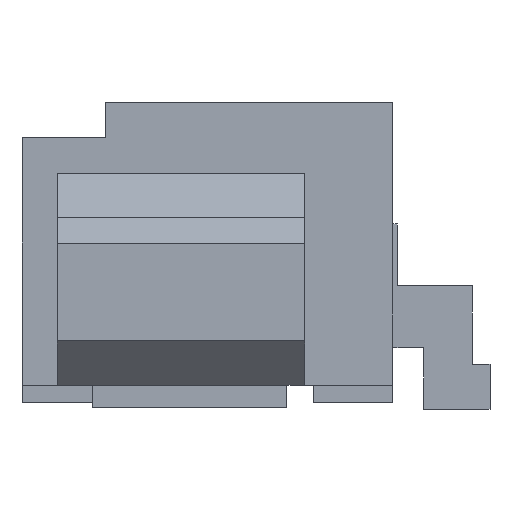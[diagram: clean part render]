
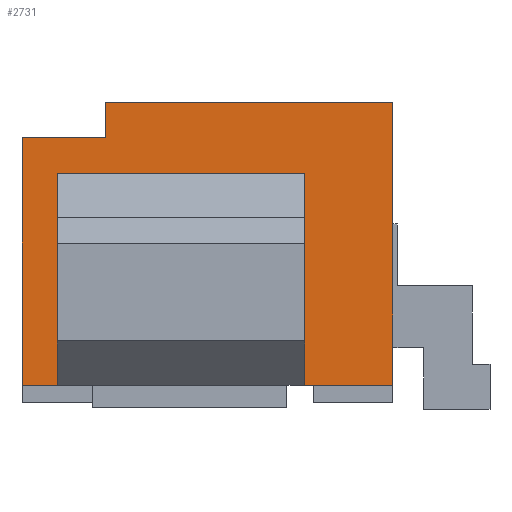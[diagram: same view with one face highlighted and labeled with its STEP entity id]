
A CAD part, left-side view. The second image highlights one B-rep face of the part: STEP entity #2731.
In plain terms, the highlighted planar face has unit normal (-1, 0, 0).
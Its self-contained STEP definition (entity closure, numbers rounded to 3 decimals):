
#59=DIRECTION('',(0.,0.,-1.));
#60=VECTOR('',#59,2.4);
#61=CARTESIAN_POINT('',(-3.375,1.7,0.8));
#62=LINE('1658',#61,#60);
#63=DIRECTION('',(0.,1.,0.));
#64=VECTOR('',#63,0.4);
#65=CARTESIAN_POINT('',(-3.375,1.7,-1.6));
#66=LINE('1637',#65,#64);
#67=DIRECTION('',(0.,1.,0.));
#68=VECTOR('',#67,1.);
#69=CARTESIAN_POINT('',(-3.375,-2.1,-1.6));
#70=LINE('1594',#69,#68);
#71=DIRECTION('',(0.,0.,-1.));
#72=VECTOR('',#71,2.8);
#73=CARTESIAN_POINT('',(-3.375,2.1,1.2));
#74=LINE('1659',#73,#72);
#565=DIRECTION('',(0.,0.,1.));
#566=VECTOR('',#565,3.2);
#567=CARTESIAN_POINT('',(-3.375,-2.1,-1.6));
#568=LINE('1768',#567,#566);
#669=DIRECTION('',(0.,1.,0.));
#670=VECTOR('',#669,3.25);
#671=CARTESIAN_POINT('',(-3.375,-2.1,1.6));
#672=LINE('1803',#671,#670);
#861=DIRECTION('',(0.,0.,-1.));
#862=VECTOR('',#861,0.4);
#863=CARTESIAN_POINT('',(-3.375,1.15,1.6));
#864=LINE('1661',#863,#862);
#881=DIRECTION('',(0.,1.,0.));
#882=VECTOR('',#881,0.95);
#883=CARTESIAN_POINT('',(-3.375,1.15,1.2));
#884=LINE('1660',#883,#882);
#1817=DIRECTION('',(0.,0.,-1.));
#1818=VECTOR('',#1817,2.4);
#1819=CARTESIAN_POINT('',(-3.375,-1.1,0.8));
#1820=LINE('1662',#1819,#1818);
#1849=DIRECTION('',(0.,-1.,0.));
#1850=VECTOR('',#1849,2.8);
#1851=CARTESIAN_POINT('',(-3.375,1.7,0.8));
#1852=LINE('1663',#1851,#1850);
#1889=CARTESIAN_POINT('',(-3.375,-1.1,-1.6));
#1891=VERTEX_POINT('',#1889);
#1893=CARTESIAN_POINT('',(-3.375,-2.1,-1.6));
#1894=VERTEX_POINT('',#1893);
#1979=CARTESIAN_POINT('',(-3.375,2.1,-1.6));
#1980=VERTEX_POINT('',#1979);
#1981=CARTESIAN_POINT('',(-3.375,1.7,-1.6));
#1982=VERTEX_POINT('',#1981);
#2001=CARTESIAN_POINT('',(-3.375,1.7,0.8));
#2003=VERTEX_POINT('',#2001);
#2011=CARTESIAN_POINT('',(-3.375,2.1,1.2));
#2012=VERTEX_POINT('',#2011);
#2013=CARTESIAN_POINT('',(-3.375,1.15,1.2));
#2014=VERTEX_POINT('',#2013);
#2015=CARTESIAN_POINT('',(-3.375,1.15,1.6));
#2016=VERTEX_POINT('',#2015);
#2017=CARTESIAN_POINT('',(-3.375,-1.1,0.8));
#2018=VERTEX_POINT('',#2017);
#2151=CARTESIAN_POINT('',(-3.375,-2.1,1.6));
#2152=VERTEX_POINT('',#2151);
#2707=CARTESIAN_POINT('',(-3.375,0.,0.));
#2708=DIRECTION('',(1.,0.,0.));
#2709=DIRECTION('',(0.,-1.,0.));
#2710=AXIS2_PLACEMENT_3D('',#2707,#2708,#2709);
#2711=PLANE('2069',#2710);
#2712=ORIENTED_EDGE('1658',*,*,#2692,.T.);
#2713=ORIENTED_EDGE('1637',*,*,#2596,.T.);
#2715=ORIENTED_EDGE('1659',*,*,#2714,.F.);
#2717=ORIENTED_EDGE('1660',*,*,#2716,.F.);
#2719=ORIENTED_EDGE('1661',*,*,#2718,.F.);
#2721=ORIENTED_EDGE('1803',*,*,#2720,.F.);
#2723=ORIENTED_EDGE('1768',*,*,#2722,.F.);
#2724=ORIENTED_EDGE('1594',*,*,#2508,.T.);
#2726=ORIENTED_EDGE('1662',*,*,#2725,.F.);
#2728=ORIENTED_EDGE('1663',*,*,#2727,.F.);
#2729=EDGE_LOOP('2069',(#2712,#2713,#2715,#2717,#2719,#2721,#2723,#2724,#2726,
#2728));
#2730=FACE_OUTER_BOUND('2069',#2729,.F.);
#2731=ADVANCED_FACE('2069',(#2730),#2711,.F.);
#2508=EDGE_CURVE('1594',#1894,#1891,#70,.T.);
#2596=EDGE_CURVE('1637',#1982,#1980,#66,.T.);
#2692=EDGE_CURVE('1658',#2003,#1982,#62,.T.);
#2714=EDGE_CURVE('1659',#2012,#1980,#74,.T.);
#2716=EDGE_CURVE('1660',#2014,#2012,#884,.T.);
#2718=EDGE_CURVE('1661',#2016,#2014,#864,.T.);
#2720=EDGE_CURVE('1803',#2152,#2016,#672,.T.);
#2722=EDGE_CURVE('1768',#1894,#2152,#568,.T.);
#2725=EDGE_CURVE('1662',#2018,#1891,#1820,.T.);
#2727=EDGE_CURVE('1663',#2003,#2018,#1852,.T.);
